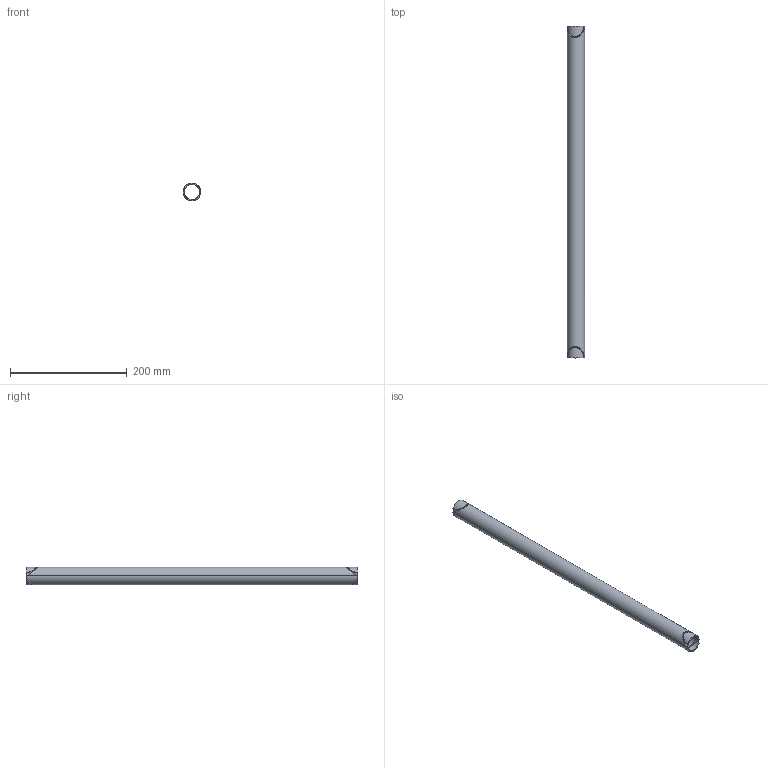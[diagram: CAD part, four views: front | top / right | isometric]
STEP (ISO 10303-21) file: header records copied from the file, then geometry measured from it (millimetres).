
FILE_DESCRIPTION(('CATIA V5 STEP Exchange'),'2;1');
FILE_NAME('1.stp','2022-01-13T13:26:16+00:00',('none'),('none'),'CATIA Version 5 Release 19 SP 2 (IN-10)','CATIA V5 STEP AP203','none');
FILE_SCHEMA(('CONFIG_CONTROL_DESIGN'));
Length unit declared in the file: millimetre
Products named in the file (1): Shape_7119
Bounding box: 30 x 567.84 x 30 mm (x, y, z)
Volume: 98612.7 mm3; surface area: 100166.2 mm2
Topology: 5 solids, 5 shells, 32 faces, 76 edges, 54 vertices
Faces by surface type: cylinder 16, bspline 12, plane 4
Entity records: 1714 total; most frequent: CARTESIAN_POINT 1131, ORIENTED_EDGE 152, EDGE_CURVE 76, VERTEX_POINT 52, B_SPLINE_CURVE_WITH_KNOTS 44, DIRECTION 38, EDGE_LOOP 34, ADVANCED_FACE 32
